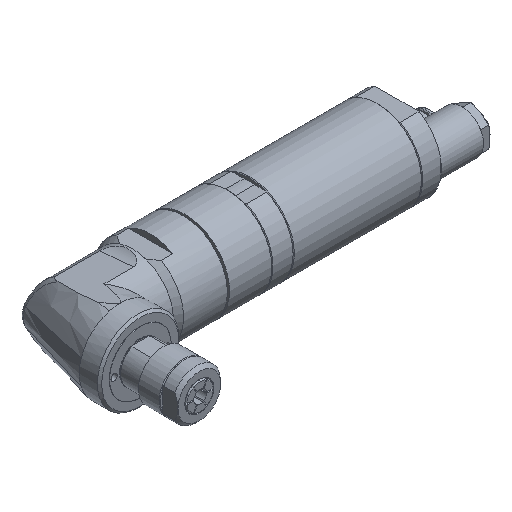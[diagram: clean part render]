
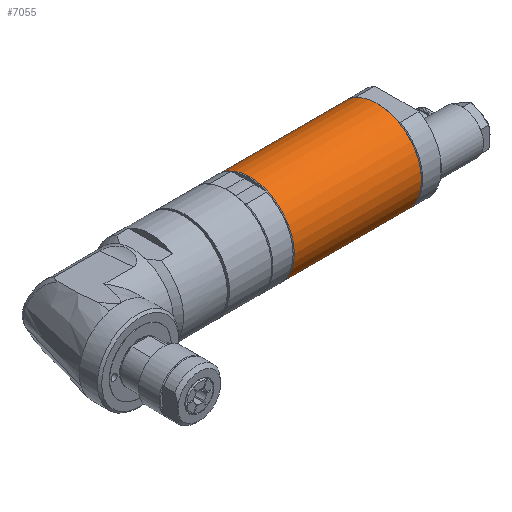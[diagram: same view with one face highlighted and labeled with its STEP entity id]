
A CAD part, isometric view. The second image highlights one B-rep face of the part: STEP entity #7055.
In plain terms, the highlighted cylindrical face has radius 20.75 mm (diameter 41.5 mm), a full revolution.
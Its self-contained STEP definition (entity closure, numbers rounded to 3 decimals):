
#862=FACE_OUTER_BOUND('',#1271,.T.);
#1271=EDGE_LOOP('',(#5745,#5746,#5747,#5748,#5749));
#1661=LINE('',#12502,#2125);
#2125=VECTOR('',#9212,20.75);
#2609=CIRCLE('',#7733,20.75);
#2610=CIRCLE('',#7734,20.75);
#2611=CIRCLE('',#7735,20.75);
#3128=VERTEX_POINT('',#12497);
#3129=VERTEX_POINT('',#12498);
#3130=VERTEX_POINT('',#12501);
#4039=EDGE_CURVE('',#3128,#3129,#2609,.T.);
#4040=EDGE_CURVE('',#3129,#3128,#2610,.T.);
#4041=EDGE_CURVE('',#3129,#3130,#1661,.T.);
#4042=EDGE_CURVE('',#3130,#3130,#2611,.T.);
#5745=ORIENTED_EDGE('',*,*,#4039,.F.);
#5746=ORIENTED_EDGE('',*,*,#4040,.F.);
#5747=ORIENTED_EDGE('',*,*,#4041,.T.);
#5748=ORIENTED_EDGE('',*,*,#4042,.T.);
#5749=ORIENTED_EDGE('',*,*,#4041,.F.);
#6439=CYLINDRICAL_SURFACE('',#7732,20.75);
#7055=ADVANCED_FACE('',(#862),#6439,.T.);
#7732=AXIS2_PLACEMENT_3D('',#12496,#9206,#9207);
#7733=AXIS2_PLACEMENT_3D('',#12499,#9208,#9209);
#7734=AXIS2_PLACEMENT_3D('',#12500,#9210,#9211);
#7735=AXIS2_PLACEMENT_3D('',#12503,#9213,#9214);
#9206=DIRECTION('center_axis',(1.,0.,0.));
#9207=DIRECTION('ref_axis',(0.,0.,-1.));
#9208=DIRECTION('center_axis',(1.,0.,0.));
#9209=DIRECTION('ref_axis',(0.,1.,0.));
#9210=DIRECTION('center_axis',(1.,0.,0.));
#9211=DIRECTION('ref_axis',(0.,1.,0.));
#9212=DIRECTION('',(-1.,0.,0.));
#9213=DIRECTION('center_axis',(1.,0.,0.));
#9214=DIRECTION('ref_axis',(0.,0.,-1.));
#12496=CARTESIAN_POINT('Origin',(-16.85,0.,0.));
#12497=CARTESIAN_POINT('',(25.7,-20.75,0.));
#12498=CARTESIAN_POINT('',(25.7,0.,20.75));
#12499=CARTESIAN_POINT('Origin',(25.7,0.,0.));
#12500=CARTESIAN_POINT('Origin',(25.7,0.,0.));
#12501=CARTESIAN_POINT('',(-33.7,0.,20.75));
#12502=CARTESIAN_POINT('',(-16.85,0.,20.75));
#12503=CARTESIAN_POINT('Origin',(-33.7,0.,0.));
